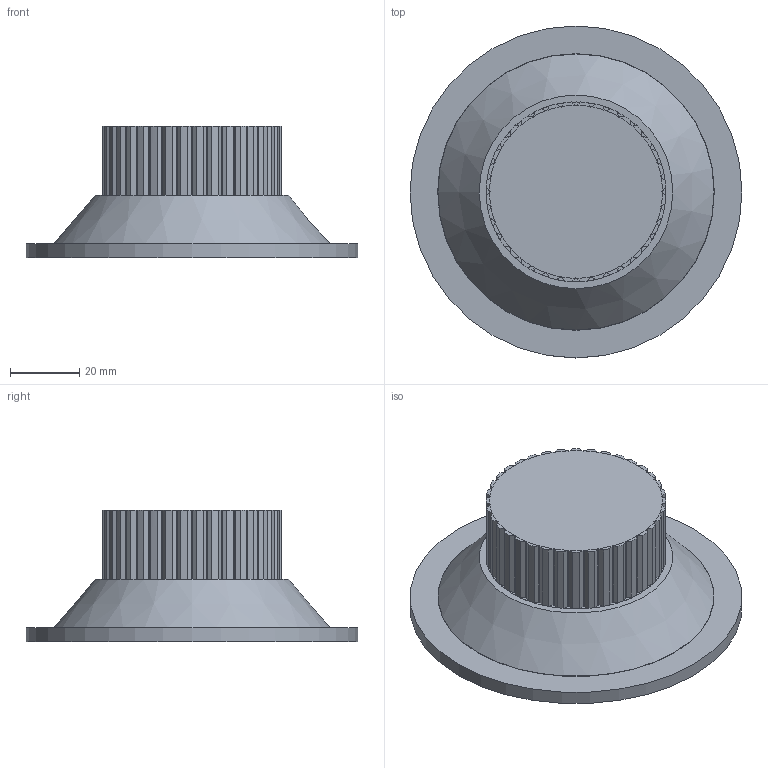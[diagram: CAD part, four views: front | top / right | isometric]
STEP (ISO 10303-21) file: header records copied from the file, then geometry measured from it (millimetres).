
FILE_DESCRIPTION(('HOOPS Exchange Step'),'2;1');
FILE_NAME('temp.step','2018-11-30T17:42:30-05:00',('mobile'),('Shapr3D Limited'),'HOOPS Exchange 2018.0','Shapr3D','Authorized');
FILE_SCHEMA( ('AP203_CONFIGURATION_CONTROLLED_3D_DESIGN_OF_MECHANICAL_PARTS_AND_ASSEMBLIES_MIM_LF') );
Length unit declared in the file: millimetre
Products named in the file (1): temp.x_b
Bounding box: 96 x 96 x 38 mm (x, y, z)
Volume: 121613.3 mm3; surface area: 51722.4 mm2
Topology: 6 solids, 6 shells, 273 faces, 803 edges, 540 vertices
Faces by surface type: plane 262, cylinder 10, cone 1
Full cylindrical faces by diameter (mm): 50 x2, 52 x2, 56 x3, 80 x2, 96 x1
Entity records: 9200 total; most frequent: CARTESIAN_POINT 1617, ORIENTED_EDGE 1606, DIRECTION 1603, EDGE_CURVE 803, VECTOR 551, LINE 551, VERTEX_POINT 540, AXIS2_PLACEMENT_3D 526
